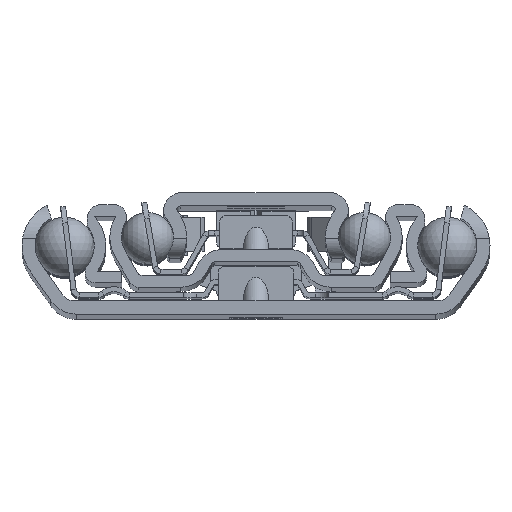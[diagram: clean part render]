
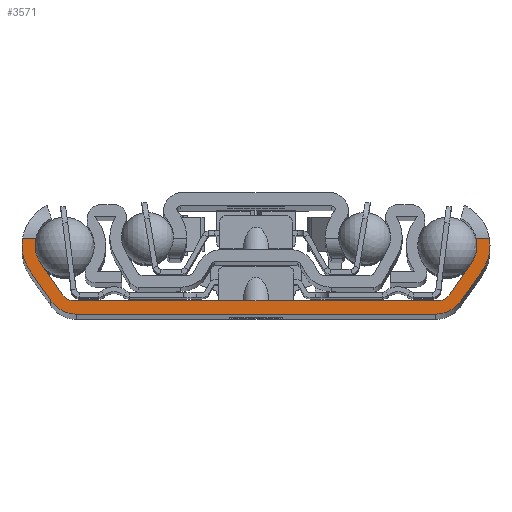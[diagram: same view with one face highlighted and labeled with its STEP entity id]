
A CAD part, top view. The second image highlights one B-rep face of the part: STEP entity #3571.
In plain terms, the highlighted planar face has unit normal (0, 0, 1).
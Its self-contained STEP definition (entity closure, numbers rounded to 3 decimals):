
#36=DIRECTION('',(-1.,0.,0.));
#37=VECTOR('',#36,2.014);
#38=CARTESIAN_POINT('',(-33.346,11.5,0.));
#39=LINE('',#38,#37);
#40=CARTESIAN_POINT('',(-28.725,10.4,0.));
#41=DIRECTION('',(0.,0.,-1.));
#42=DIRECTION('',(-0.819,-0.574,0.));
#43=AXIS2_PLACEMENT_3D('',#40,#41,#42);
#45=DIRECTION('',(-0.574,0.819,0.));
#46=VECTOR('',#45,5.757);
#47=CARTESIAN_POINT('',(-29.314,2.959,0.));
#48=LINE('',#47,#46);
#49=CARTESIAN_POINT('',(-27.471,4.25,0.));
#50=DIRECTION('',(0.,0.,-1.));
#51=DIRECTION('',(0.,-1.,0.));
#52=AXIS2_PLACEMENT_3D('',#49,#50,#51);
#54=DIRECTION('',(-1.,0.,0.));
#55=VECTOR('',#54,54.941);
#56=CARTESIAN_POINT('',(27.471,2.,0.));
#57=LINE('',#56,#55);
#58=CARTESIAN_POINT('',(27.471,4.25,0.));
#59=DIRECTION('',(0.,0.,-1.));
#60=DIRECTION('',(0.819,-0.574,0.));
#61=AXIS2_PLACEMENT_3D('',#58,#59,#60);
#63=DIRECTION('',(-0.574,-0.819,0.));
#64=VECTOR('',#63,5.757);
#65=CARTESIAN_POINT('',(32.616,7.676,0.));
#66=LINE('',#65,#64);
#67=CARTESIAN_POINT('',(28.725,10.4,0.));
#68=DIRECTION('',(0.,0.,-1.));
#69=DIRECTION('',(0.973,0.232,0.));
#70=AXIS2_PLACEMENT_3D('',#67,#68,#69);
#72=DIRECTION('',(-1.,0.,0.));
#73=VECTOR('',#72,2.014);
#74=CARTESIAN_POINT('',(35.359,11.5,0.));
#75=LINE('',#74,#73);
#76=CARTESIAN_POINT('',(28.725,10.4,0.));
#77=DIRECTION('',(0.,0.,1.));
#78=DIRECTION('',(0.819,-0.574,0.));
#79=AXIS2_PLACEMENT_3D('',#76,#77,#78);
#81=DIRECTION('',(0.574,0.819,0.));
#82=VECTOR('',#81,5.514);
#83=CARTESIAN_POINT('',(31.071,2.026,0.));
#84=LINE('',#83,#82);
#85=CARTESIAN_POINT('',(27.18,4.75,0.));
#86=DIRECTION('',(0.,0.,1.));
#87=DIRECTION('',(0.,-1.,0.));
#88=AXIS2_PLACEMENT_3D('',#85,#86,#87);
#90=DIRECTION('',(1.,0.,0.));
#91=VECTOR('',#90,54.36);
#92=CARTESIAN_POINT('',(-27.18,0.,0.));
#93=LINE('',#92,#91);
#94=CARTESIAN_POINT('',(-27.18,4.75,0.));
#95=DIRECTION('',(0.,0.,1.));
#96=DIRECTION('',(-0.819,-0.574,0.));
#97=AXIS2_PLACEMENT_3D('',#94,#95,#96);
#99=DIRECTION('',(0.574,-0.819,0.));
#100=VECTOR('',#99,5.514);
#101=CARTESIAN_POINT('',(-34.234,6.543,0.));
#102=LINE('',#101,#100);
#103=CARTESIAN_POINT('',(-28.725,10.4,0.));
#104=DIRECTION('',(0.,0.,1.));
#105=DIRECTION('',(-0.987,0.164,0.));
#106=AXIS2_PLACEMENT_3D('',#103,#104,#105);
#2928=CARTESIAN_POINT('',(-27.471,2.,0.));
#2929=CARTESIAN_POINT('',(-29.314,2.959,0.));
#2930=VERTEX_POINT('',#2928);
#2931=VERTEX_POINT('',#2929);
#2932=CARTESIAN_POINT('',(-32.616,7.676,0.));
#2933=VERTEX_POINT('',#2932);
#2934=CARTESIAN_POINT('',(-34.234,6.543,0.));
#2935=CARTESIAN_POINT('',(-31.071,2.026,0.));
#2936=VERTEX_POINT('',#2934);
#2937=VERTEX_POINT('',#2935);
#2938=CARTESIAN_POINT('',(-27.18,0.,0.));
#2939=VERTEX_POINT('',#2938);
#2940=CARTESIAN_POINT('',(27.18,0.,0.));
#2941=VERTEX_POINT('',#2940);
#2942=CARTESIAN_POINT('',(31.071,2.026,0.));
#2943=VERTEX_POINT('',#2942);
#2944=CARTESIAN_POINT('',(34.234,6.543,0.));
#2945=VERTEX_POINT('',#2944);
#2946=CARTESIAN_POINT('',(32.616,7.676,0.));
#2947=CARTESIAN_POINT('',(29.314,2.959,0.));
#2948=VERTEX_POINT('',#2946);
#2949=VERTEX_POINT('',#2947);
#2950=CARTESIAN_POINT('',(27.471,2.,0.));
#2951=VERTEX_POINT('',#2950);
#2984=CARTESIAN_POINT('',(-33.346,11.5,0.));
#2985=CARTESIAN_POINT('',(-35.359,11.5,0.));
#2986=VERTEX_POINT('',#2984);
#2987=VERTEX_POINT('',#2985);
#2988=CARTESIAN_POINT('',(35.359,11.5,0.));
#2989=CARTESIAN_POINT('',(33.346,11.5,0.));
#2990=VERTEX_POINT('',#2988);
#2991=VERTEX_POINT('',#2989);
#3532=CARTESIAN_POINT('',(0.,0.,0.));
#3533=DIRECTION('',(0.,0.,1.));
#3534=DIRECTION('',(1.,0.,0.));
#3535=AXIS2_PLACEMENT_3D('',#3532,#3533,#3534);
#3536=PLANE('',#3535);
#3538=ORIENTED_EDGE('',*,*,#3537,.F.);
#3540=ORIENTED_EDGE('',*,*,#3539,.F.);
#3542=ORIENTED_EDGE('',*,*,#3541,.F.);
#3544=ORIENTED_EDGE('',*,*,#3543,.F.);
#3546=ORIENTED_EDGE('',*,*,#3545,.F.);
#3548=ORIENTED_EDGE('',*,*,#3547,.F.);
#3550=ORIENTED_EDGE('',*,*,#3549,.F.);
#3552=ORIENTED_EDGE('',*,*,#3551,.F.);
#3554=ORIENTED_EDGE('',*,*,#3553,.F.);
#3556=ORIENTED_EDGE('',*,*,#3555,.F.);
#3558=ORIENTED_EDGE('',*,*,#3557,.F.);
#3560=ORIENTED_EDGE('',*,*,#3559,.F.);
#3562=ORIENTED_EDGE('',*,*,#3561,.F.);
#3564=ORIENTED_EDGE('',*,*,#3563,.F.);
#3566=ORIENTED_EDGE('',*,*,#3565,.F.);
#3568=ORIENTED_EDGE('',*,*,#3567,.F.);
#3569=EDGE_LOOP('',(#3538,#3540,#3542,#3544,#3546,#3548,#3550,#3552,#3554,#3556,
#3558,#3560,#3562,#3564,#3566,#3568));
#3570=FACE_OUTER_BOUND('',#3569,.F.);
#3571=ADVANCED_FACE('',(#3570),#3536,.T.);
#44=CIRCLE('',#43,4.75);
#53=CIRCLE('',#52,2.25);
#62=CIRCLE('',#61,2.25);
#71=CIRCLE('',#70,4.75);
#80=CIRCLE('',#79,6.725);
#89=CIRCLE('',#88,4.75);
#98=CIRCLE('',#97,4.75);
#107=CIRCLE('',#106,6.725);
#3537=EDGE_CURVE('',#2986,#2987,#39,.T.);
#3539=EDGE_CURVE('',#2933,#2986,#44,.T.);
#3541=EDGE_CURVE('',#2931,#2933,#48,.T.);
#3543=EDGE_CURVE('',#2930,#2931,#53,.T.);
#3545=EDGE_CURVE('',#2951,#2930,#57,.T.);
#3547=EDGE_CURVE('',#2949,#2951,#62,.T.);
#3549=EDGE_CURVE('',#2948,#2949,#66,.T.);
#3551=EDGE_CURVE('',#2991,#2948,#71,.T.);
#3553=EDGE_CURVE('',#2990,#2991,#75,.T.);
#3555=EDGE_CURVE('',#2945,#2990,#80,.T.);
#3557=EDGE_CURVE('',#2943,#2945,#84,.T.);
#3559=EDGE_CURVE('',#2941,#2943,#89,.T.);
#3561=EDGE_CURVE('',#2939,#2941,#93,.T.);
#3563=EDGE_CURVE('',#2937,#2939,#98,.T.);
#3565=EDGE_CURVE('',#2936,#2937,#102,.T.);
#3567=EDGE_CURVE('',#2987,#2936,#107,.T.);
